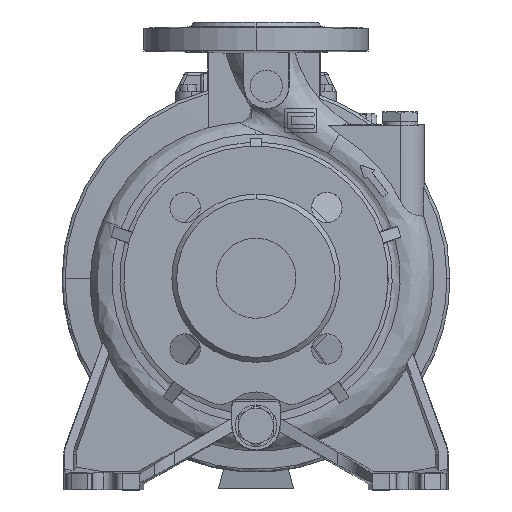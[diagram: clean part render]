
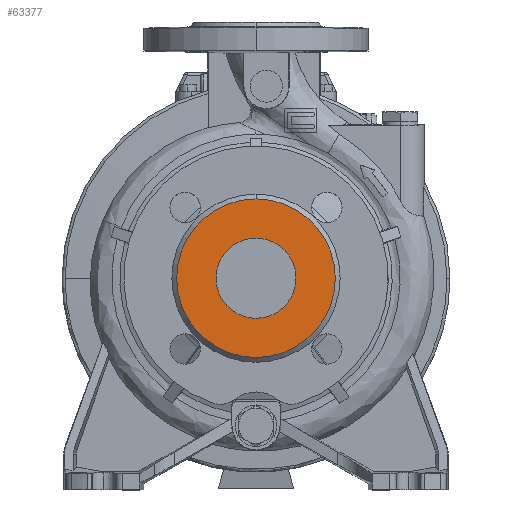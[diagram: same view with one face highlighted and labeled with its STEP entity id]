
A CAD part, top view. The second image highlights one B-rep face of the part: STEP entity #63377.
In plain terms, the highlighted planar face has unit normal (0, 0, 1).
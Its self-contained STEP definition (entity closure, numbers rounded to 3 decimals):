
#2575 = CIRCLE ( 'NONE', #23018, 49.5 ) ;
#3187 = EDGE_LOOP ( 'NONE', ( #95655, #70204 ) ) ;
#3522 = EDGE_CURVE ( 'NONE', #86544, #55947, #38481, .T. ) ;
#4061 = EDGE_LOOP ( 'NONE', ( #51588, #43787 ) ) ;
#6103 = EDGE_CURVE ( 'NONE', #88088, #84806, #2575, .T. ) ;
#6461 = DIRECTION ( 'NONE',  ( 0., 0., 1. ) ) ;
#11246 = CIRCLE ( 'NONE', #38080, 25. ) ;
#11247 = CARTESIAN_POINT ( 'NONE',  ( 0., 0., 80. ) ) ;
#11787 = FACE_OUTER_BOUND ( 'NONE', #4061, .T. ) ;
#13950 = DIRECTION ( 'NONE',  ( 0., -1., 0. ) ) ;
#17249 = CARTESIAN_POINT ( 'NONE',  ( 0., 0., 80. ) ) ;
#23018 = AXIS2_PLACEMENT_3D ( 'NONE', #73550, #65193, #13950 ) ;
#25585 = CIRCLE ( 'NONE', #53871, 49.5 ) ;
#26372 = CARTESIAN_POINT ( 'NONE',  ( 0., 49.5, 80. ) ) ;
#32376 = EDGE_CURVE ( 'NONE', #55947, #86544, #11246, .T. ) ;
#32622 = DIRECTION ( 'NONE',  ( 0.972, 0.234, 0. ) ) ;
#34069 = DIRECTION ( 'NONE',  ( 0., 0., -1. ) ) ;
#34436 = DIRECTION ( 'NONE',  ( 0., 0., -1. ) ) ;
#38080 = AXIS2_PLACEMENT_3D ( 'NONE', #48845, #34069, #32622 ) ;
#38481 = CIRCLE ( 'NONE', #43205, 25. ) ;
#41832 = PLANE ( 'NONE',  #82955 ) ;
#42252 = DIRECTION ( 'NONE',  ( 0.972, 0.234, 0. ) ) ;
#42721 = DIRECTION ( 'NONE',  ( 0., 0., -1. ) ) ;
#43205 = AXIS2_PLACEMENT_3D ( 'NONE', #11247, #42721, #42252 ) ;
#43787 = ORIENTED_EDGE ( 'NONE', *, *, #48596, .T. ) ;
#48596 = EDGE_CURVE ( 'NONE', #84806, #88088, #25585, .T. ) ;
#48845 = CARTESIAN_POINT ( 'NONE',  ( 0., 0., 80. ) ) ;
#51588 = ORIENTED_EDGE ( 'NONE', *, *, #6103, .T. ) ;
#51795 = CARTESIAN_POINT ( 'NONE',  ( 24.306, 5.851, 80. ) ) ;
#53871 = AXIS2_PLACEMENT_3D ( 'NONE', #95189, #6461, #89255 ) ;
#55947 = VERTEX_POINT ( 'NONE', #88653 ) ;
#63377 = ADVANCED_FACE ( 'NONE', ( #94077, #11787 ), #41832, .F. ) ;
#65193 = DIRECTION ( 'NONE',  ( 0., 0., 1. ) ) ;
#70204 = ORIENTED_EDGE ( 'NONE', *, *, #32376, .T. ) ;
#73550 = CARTESIAN_POINT ( 'NONE',  ( 0., 0., 80. ) ) ;
#78917 = CARTESIAN_POINT ( 'NONE',  ( 0., -49.5, 80. ) ) ;
#82955 = AXIS2_PLACEMENT_3D ( 'NONE', #17249, #34436, #94554 ) ;
#84806 = VERTEX_POINT ( 'NONE', #78917 ) ;
#86544 = VERTEX_POINT ( 'NONE', #51795 ) ;
#88088 = VERTEX_POINT ( 'NONE', #26372 ) ;
#88653 = CARTESIAN_POINT ( 'NONE',  ( -24.306, -5.851, 80. ) ) ;
#89255 = DIRECTION ( 'NONE',  ( 0., -1., 0. ) ) ;
#94077 = FACE_BOUND ( 'NONE', #3187, .T. ) ;
#94554 = DIRECTION ( 'NONE',  ( 0., 1., 0. ) ) ;
#95189 = CARTESIAN_POINT ( 'NONE',  ( 0., 0., 80. ) ) ;
#95655 = ORIENTED_EDGE ( 'NONE', *, *, #3522, .T. ) ;
